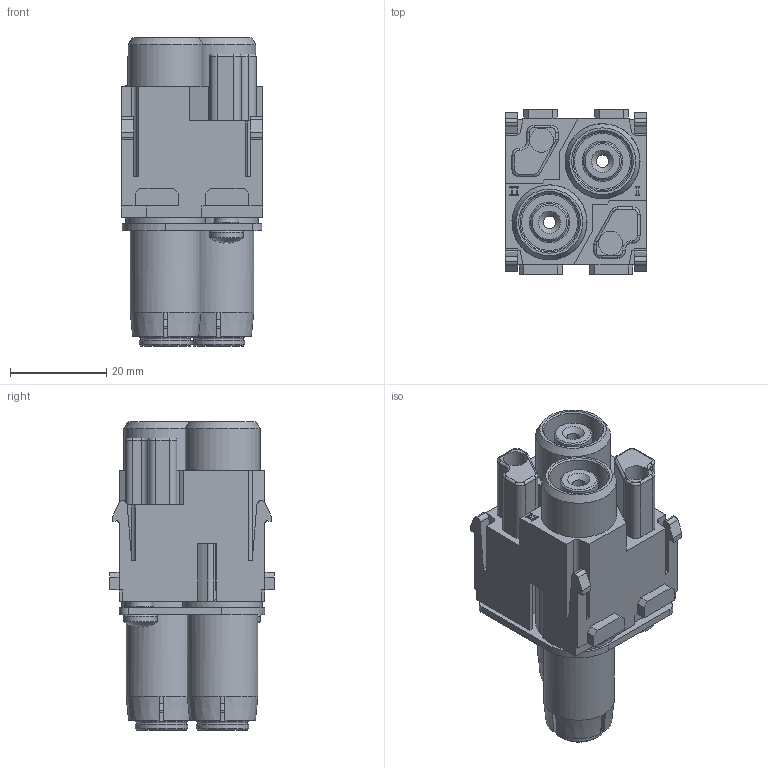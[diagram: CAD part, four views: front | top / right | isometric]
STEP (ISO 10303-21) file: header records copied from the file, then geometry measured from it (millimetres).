
FILE_DESCRIPTION(/* description */ (''),/* implementation_level */ '2;1');
FILE_NAME(/* name */ '100095129ugm000_c.stp',/* time_stamp */ '2017-11-03T15:01:18+01:00',/* author */ (''),/* organization */ (''),/* preprocessor_version */ 'ST-DEVELOPER v16',/* originating_system */ 'SIEMENS PLM Software NX 10.0',/* authorisation */ '');
FILE_SCHEMA (('AUTOMOTIVE_DESIGN { 1 0 10303 214 3 1 1 1 }'));
Length unit declared in the file: millimetre
Products named in the file (1): 100095129ugm000_c
Bounding box: 29.35 x 34.2 x 64.1 mm (x, y, z)
Volume: 27386.5 mm3; surface area: 27748.2 mm2
Topology: 3 solids, 3 shells, 717 faces, 1985 edges, 1298 vertices
Faces by surface type: plane 433, cylinder 142, extrusion 54, cone 52, bspline 20, torus 14, sphere 2
Full cylindrical faces by diameter (mm): 0.671 x1, 0.984 x1, 2.6 x2, 3.2 x2, 4.6 x2, 5 x2, 7 x2, 7.8 x2, 8 x2, 10.9 x6, 11 x2, 11.7 x2, 12.2 x2, 13.8 x2, 14.7 x2, 15.55 x2, 15.6 x2, 16.5 x2
Entity records: 25812 total; most frequent: CARTESIAN_POINT 5565, ORIENTED_EDGE 3804, DIRECTION 3517, EDGE_CURVE 1902, VERTEX_POINT 1290, VECTOR 1255, LINE 1201, AXIS2_PLACEMENT_3D 1131
